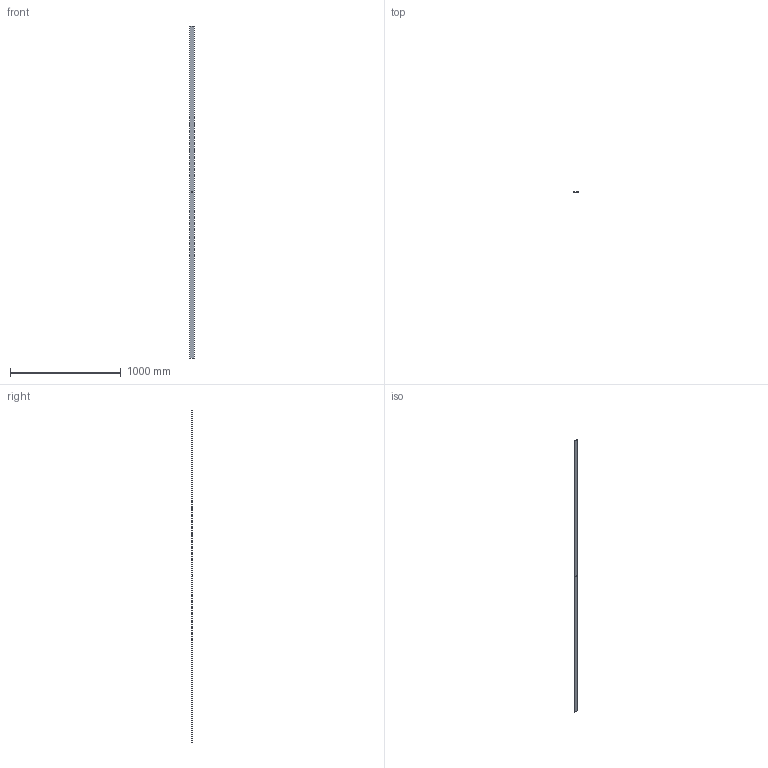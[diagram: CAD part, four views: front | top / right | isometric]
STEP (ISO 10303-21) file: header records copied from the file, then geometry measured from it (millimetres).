
FILE_DESCRIPTION (( 'STEP AP203' ), '1' );
FILE_NAME ('2304.step', '2022-04-29T09:01:53', ( '' ), ( '' ), 'SwSTEP 2.0', 'SolidWorks 2018', '' );
FILE_SCHEMA (( 'CONFIG_CONTROL_DESIGN' ));
Length unit declared in the file: millimetre
Products named in the file (1): 2304
Bounding box: 40 x 7.96 x 3000 mm (x, y, z)
Volume: 630795.7 mm3; surface area: 291828.6 mm2
Topology: 1 solids, 1 shells, 221 faces, 603 edges, 402 vertices
Faces by surface type: plane 122, bspline 97, cylinder 2
Entity records: 11432 total; most frequent: CARTESIAN_POINT 6420, ORIENTED_EDGE 1206, DIRECTION 663, EDGE_CURVE 603, LINE 405, VECTOR 405, VERTEX_POINT 402, EDGE_LOOP 239
